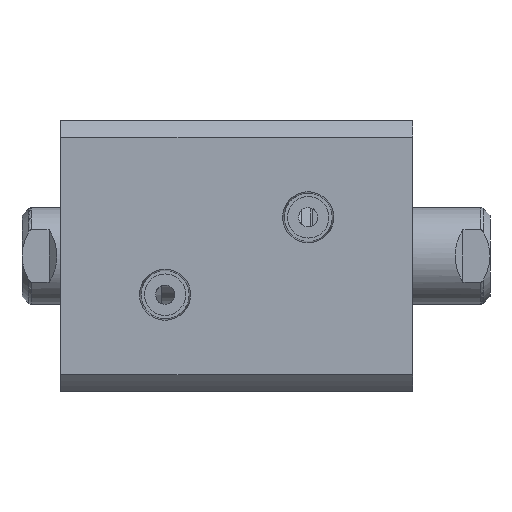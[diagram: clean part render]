
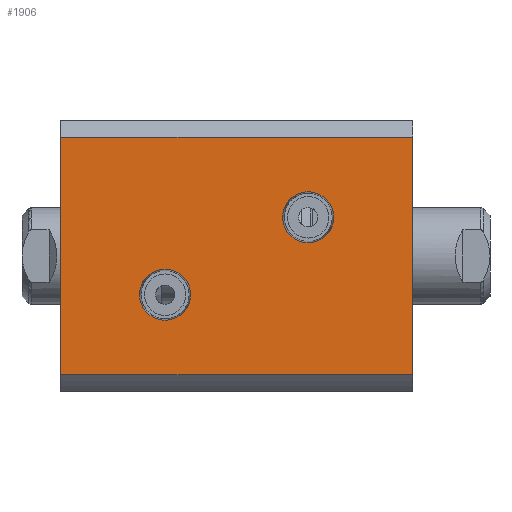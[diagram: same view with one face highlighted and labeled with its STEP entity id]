
A CAD part, left-side view. The second image highlights one B-rep face of the part: STEP entity #1906.
In plain terms, the highlighted planar face has unit normal (-1, 0, 0).
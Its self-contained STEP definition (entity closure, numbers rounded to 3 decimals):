
#100 = DIRECTION ( 'NONE',  ( 0., -1., 0. ) ) ;
#148 = VECTOR ( 'NONE', #3095, 1000. ) ;
#204 = CARTESIAN_POINT ( 'NONE',  ( -35., -10., 20.397 ) ) ;
#314 = VECTOR ( 'NONE', #8908, 1000. ) ;
#519 = ORIENTED_EDGE ( 'NONE', *, *, #8323, .F. ) ;
#840 = CARTESIAN_POINT ( 'NONE',  ( -35., 35., 91. ) ) ;
#1407 = VERTEX_POINT ( 'NONE', #5743 ) ;
#1560 = FACE_OUTER_BOUND ( 'NONE', #3609, .T. ) ;
#1906 = ADVANCED_FACE ( 'NONE', ( #7750, #3861, #1560 ), #3049, .F. ) ;
#2050 = CARTESIAN_POINT ( 'NONE',  ( -35., 35., 0. ) ) ;
#2295 = ORIENTED_EDGE ( 'NONE', *, *, #7568, .F. ) ;
#2441 = ORIENTED_EDGE ( 'NONE', *, *, #9557, .F. ) ;
#2600 = VECTOR ( 'NONE', #100, 1000. ) ;
#2834 = DIRECTION ( 'NONE',  ( -1., 0., 0. ) ) ;
#2835 = DIRECTION ( 'NONE',  ( 0., 1., 0. ) ) ;
#2962 = EDGE_CURVE ( 'NONE', #1407, #6114, #9606, .T. ) ;
#2983 = VERTEX_POINT ( 'NONE', #9544 ) ;
#3049 = PLANE ( 'NONE',  #5853 ) ;
#3095 = DIRECTION ( 'NONE',  ( 0., 0., -1. ) ) ;
#3159 = DIRECTION ( 'NONE',  ( -1., 0., 0. ) ) ;
#3323 = CARTESIAN_POINT ( 'NONE',  ( -35., 30.718, -209. ) ) ;
#3327 = CARTESIAN_POINT ( 'NONE',  ( -35., -10., 27. ) ) ;
#3346 = DIRECTION ( 'NONE',  ( 1., 0., 0. ) ) ;
#3378 = AXIS2_PLACEMENT_3D ( 'NONE', #7485, #2834, #8251 ) ;
#3382 = VERTEX_POINT ( 'NONE', #6728 ) ;
#3582 = EDGE_LOOP ( 'NONE', ( #9197, #519 ) ) ;
#3609 = EDGE_LOOP ( 'NONE', ( #2295, #3874, #5463, #6782 ) ) ;
#3861 = FACE_BOUND ( 'NONE', #3582, .T. ) ;
#3874 = ORIENTED_EDGE ( 'NONE', *, *, #4581, .T. ) ;
#3992 = EDGE_CURVE ( 'NONE', #5595, #3382, #4189, .T. ) ;
#4102 = DIRECTION ( 'NONE',  ( 0., 0., 1. ) ) ;
#4189 = LINE ( 'NONE', #840, #2600 ) ;
#4581 = EDGE_CURVE ( 'NONE', #7739, #7570, #6245, .T. ) ;
#4666 = CARTESIAN_POINT ( 'NONE',  ( -35., -30.718, -209. ) ) ;
#4727 = LINE ( 'NONE', #3323, #8576 ) ;
#5089 = EDGE_CURVE ( 'NONE', #2983, #6943, #9445, .T. ) ;
#5463 = ORIENTED_EDGE ( 'NONE', *, *, #9521, .F. ) ;
#5595 = VERTEX_POINT ( 'NONE', #7110 ) ;
#5743 = CARTESIAN_POINT ( 'NONE',  ( -35., 10., 57.397 ) ) ;
#5755 = AXIS2_PLACEMENT_3D ( 'NONE', #7810, #3159, #8551 ) ;
#5806 = AXIS2_PLACEMENT_3D ( 'NONE', #3327, #8712, #4102 ) ;
#5853 = AXIS2_PLACEMENT_3D ( 'NONE', #7732, #3346, #2835 ) ;
#6114 = VERTEX_POINT ( 'NONE', #8397 ) ;
#6245 = LINE ( 'NONE', #2050, #314 ) ;
#6303 = LINE ( 'NONE', #4666, #148 ) ;
#6614 = CIRCLE ( 'NONE', #3378, 6.603 ) ;
#6728 = CARTESIAN_POINT ( 'NONE',  ( -35., -30.718, 91. ) ) ;
#6782 = ORIENTED_EDGE ( 'NONE', *, *, #3992, .F. ) ;
#6943 = VERTEX_POINT ( 'NONE', #204 ) ;
#7110 = CARTESIAN_POINT ( 'NONE',  ( -35., 30.718, 91. ) ) ;
#7485 = CARTESIAN_POINT ( 'NONE',  ( -35., -10., 27. ) ) ;
#7568 = EDGE_CURVE ( 'NONE', #7739, #5595, #4727, .T. ) ;
#7570 = VERTEX_POINT ( 'NONE', #9466 ) ;
#7732 = CARTESIAN_POINT ( 'NONE',  ( -35., 35., 91. ) ) ;
#7739 = VERTEX_POINT ( 'NONE', #8952 ) ;
#7750 = FACE_BOUND ( 'NONE', #8187, .T. ) ;
#7810 = CARTESIAN_POINT ( 'NONE',  ( -35., 10., 64. ) ) ;
#7868 = CIRCLE ( 'NONE', #5755, 6.603 ) ;
#7896 = ORIENTED_EDGE ( 'NONE', *, *, #2962, .F. ) ;
#7948 = DIRECTION ( 'NONE',  ( 0., 0., 1. ) ) ;
#8187 = EDGE_LOOP ( 'NONE', ( #2441, #7896 ) ) ;
#8251 = DIRECTION ( 'NONE',  ( 0., 0., 1. ) ) ;
#8323 = EDGE_CURVE ( 'NONE', #6943, #2983, #6614, .T. ) ;
#8397 = CARTESIAN_POINT ( 'NONE',  ( -35., 10., 70.603 ) ) ;
#8551 = DIRECTION ( 'NONE',  ( 0., 0., 1. ) ) ;
#8576 = VECTOR ( 'NONE', #7948, 1000. ) ;
#8712 = DIRECTION ( 'NONE',  ( -1., 0., 0. ) ) ;
#8908 = DIRECTION ( 'NONE',  ( 0., -1., 0. ) ) ;
#8916 = AXIS2_PLACEMENT_3D ( 'NONE', #9372, #9409, #9440 ) ;
#8952 = CARTESIAN_POINT ( 'NONE',  ( -35., 30.718, 0. ) ) ;
#9197 = ORIENTED_EDGE ( 'NONE', *, *, #5089, .F. ) ;
#9372 = CARTESIAN_POINT ( 'NONE',  ( -35., 10., 64. ) ) ;
#9409 = DIRECTION ( 'NONE',  ( -1., 0., 0. ) ) ;
#9440 = DIRECTION ( 'NONE',  ( 0., 0., 1. ) ) ;
#9445 = CIRCLE ( 'NONE', #5806, 6.603 ) ;
#9466 = CARTESIAN_POINT ( 'NONE',  ( -35., -30.718, 0. ) ) ;
#9521 = EDGE_CURVE ( 'NONE', #3382, #7570, #6303, .T. ) ;
#9544 = CARTESIAN_POINT ( 'NONE',  ( -35., -10., 33.603 ) ) ;
#9557 = EDGE_CURVE ( 'NONE', #6114, #1407, #7868, .T. ) ;
#9606 = CIRCLE ( 'NONE', #8916, 6.603 ) ;
